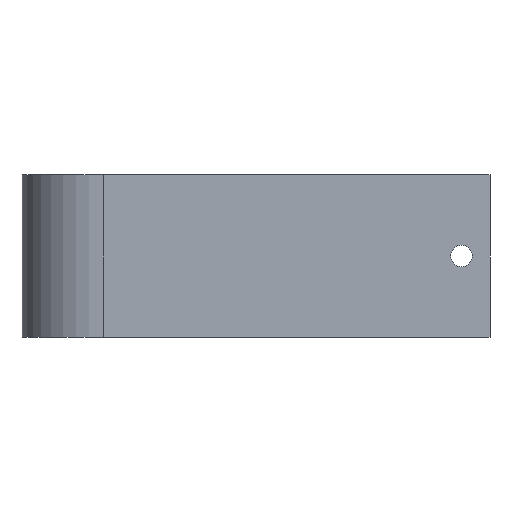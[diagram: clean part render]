
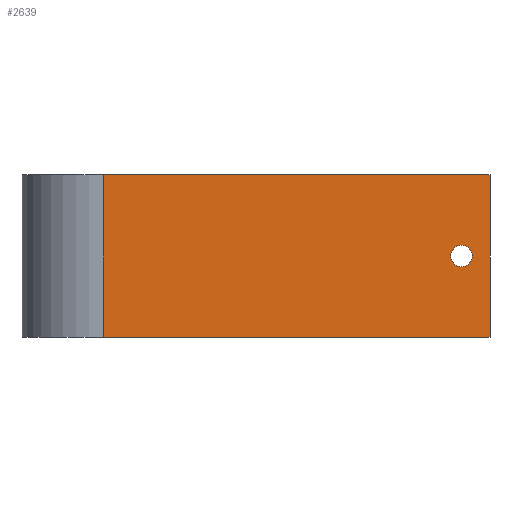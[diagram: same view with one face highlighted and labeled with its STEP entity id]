
A CAD part, front view. The second image highlights one B-rep face of the part: STEP entity #2639.
In plain terms, the highlighted planar face has unit normal (0, -1, 0).
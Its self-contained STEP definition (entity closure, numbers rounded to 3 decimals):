
#23 = FACE_BOUND ( 'NONE', #1624, .T. ) ;
#327 = DIRECTION ( 'NONE',  ( 0., 0., 1. ) ) ;
#512 = EDGE_CURVE ( 'NONE', #3714, #3714, #2877, .T. ) ;
#566 = LINE ( 'NONE', #2449, #1707 ) ;
#570 = DIRECTION ( 'NONE',  ( 0., 0., -1. ) ) ;
#577 = CARTESIAN_POINT ( 'NONE',  ( -57.5, -40., 40. ) ) ;
#624 = VERTEX_POINT ( 'NONE', #3651 ) ;
#897 = ORIENTED_EDGE ( 'NONE', *, *, #2036, .F. ) ;
#910 = AXIS2_PLACEMENT_3D ( 'NONE', #2091, #3135, #327 ) ;
#1037 = PLANE ( 'NONE',  #3433 ) ;
#1146 = ORIENTED_EDGE ( 'NONE', *, *, #4063, .F. ) ;
#1298 = CARTESIAN_POINT ( 'NONE',  ( -57.5, -40., 0. ) ) ;
#1410 = DIRECTION ( 'NONE',  ( 1., 0., 0. ) ) ;
#1618 = CARTESIAN_POINT ( 'NONE',  ( 57.5, -40., 40. ) ) ;
#1624 = EDGE_LOOP ( 'NONE', ( #2783 ) ) ;
#1707 = VECTOR ( 'NONE', #1410, 1000. ) ;
#1766 = VECTOR ( 'NONE', #2294, 1000. ) ;
#1797 = VERTEX_POINT ( 'NONE', #4660 ) ;
#1890 = LINE ( 'NONE', #5954, #3143 ) ;
#2036 = EDGE_CURVE ( 'NONE', #2276, #624, #1890, .T. ) ;
#2091 = CARTESIAN_POINT ( 'NONE',  ( 50.5, -40., 20. ) ) ;
#2123 = EDGE_CURVE ( 'NONE', #1797, #624, #4105, .T. ) ;
#2266 = CARTESIAN_POINT ( 'NONE',  ( -37.5, -40., 40. ) ) ;
#2276 = VERTEX_POINT ( 'NONE', #1618 ) ;
#2294 = DIRECTION ( 'NONE',  ( 1., 0., 0. ) ) ;
#2423 = LINE ( 'NONE', #4784, #5787 ) ;
#2449 = CARTESIAN_POINT ( 'NONE',  ( -57.5, -40., 40. ) ) ;
#2639 = ADVANCED_FACE ( 'NONE', ( #23, #2870 ), #1037, .F. ) ;
#2783 = ORIENTED_EDGE ( 'NONE', *, *, #512, .T. ) ;
#2844 = DIRECTION ( 'NONE',  ( 0., 0., 1. ) ) ;
#2870 = FACE_OUTER_BOUND ( 'NONE', #5557, .T. ) ;
#2877 = CIRCLE ( 'NONE', #910, 2.65 ) ;
#3092 = EDGE_CURVE ( 'NONE', #3293, #1797, #2423, .T. ) ;
#3135 = DIRECTION ( 'NONE',  ( 0., 1., 0. ) ) ;
#3143 = VECTOR ( 'NONE', #4676, 1000. ) ;
#3293 = VERTEX_POINT ( 'NONE', #2266 ) ;
#3433 = AXIS2_PLACEMENT_3D ( 'NONE', #577, #5740, #2844 ) ;
#3651 = CARTESIAN_POINT ( 'NONE',  ( 57.5, -40., 0. ) ) ;
#3714 = VERTEX_POINT ( 'NONE', #3805 ) ;
#3805 = CARTESIAN_POINT ( 'NONE',  ( 50.5, -40., 22.65 ) ) ;
#4063 = EDGE_CURVE ( 'NONE', #3293, #2276, #566, .T. ) ;
#4105 = LINE ( 'NONE', #1298, #1766 ) ;
#4208 = ORIENTED_EDGE ( 'NONE', *, *, #2123, .T. ) ;
#4660 = CARTESIAN_POINT ( 'NONE',  ( -37.5, -40., 0. ) ) ;
#4676 = DIRECTION ( 'NONE',  ( 0., 0., -1. ) ) ;
#4784 = CARTESIAN_POINT ( 'NONE',  ( -37.5, -40., 40. ) ) ;
#5018 = ORIENTED_EDGE ( 'NONE', *, *, #3092, .T. ) ;
#5557 = EDGE_LOOP ( 'NONE', ( #1146, #5018, #4208, #897 ) ) ;
#5740 = DIRECTION ( 'NONE',  ( 0., 1., 0. ) ) ;
#5787 = VECTOR ( 'NONE', #570, 1000. ) ;
#5954 = CARTESIAN_POINT ( 'NONE',  ( 57.5, -40., 40. ) ) ;
